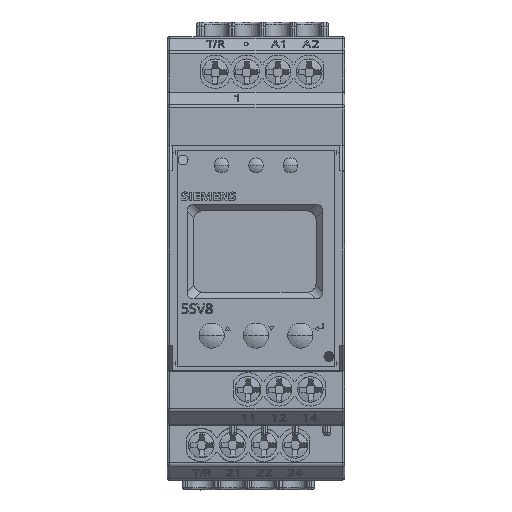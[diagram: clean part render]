
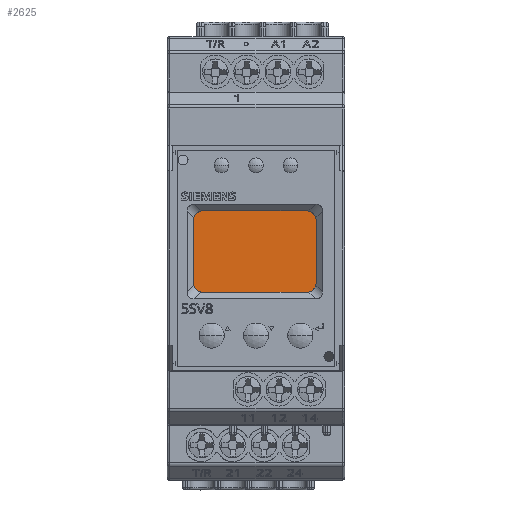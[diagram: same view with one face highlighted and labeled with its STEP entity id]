
A CAD part, top view. The second image highlights one B-rep face of the part: STEP entity #2625.
In plain terms, the highlighted planar face has unit normal (0, 0, 1).
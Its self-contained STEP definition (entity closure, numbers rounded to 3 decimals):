
#2625=ADVANCED_FACE('',(#6484),#6485,.T.);
#6484=FACE_OUTER_BOUND('',#12868,.T.);
#6485=PLANE('',#12869);
#12868=EDGE_LOOP('',(#21331,#21332,#21333,#21334,#21335,#21336,#21337,#21338,#21339,#21340,#21341,#21342,#21343,#21344,#21345));
#12869=AXIS2_PLACEMENT_3D('',#21346,#21347,#21348);
#21331=ORIENTED_EDGE('',*,*,#34585,.F.);
#21332=ORIENTED_EDGE('',*,*,#34344,.T.);
#21333=ORIENTED_EDGE('',*,*,#34591,.T.);
#21334=ORIENTED_EDGE('',*,*,#34587,.F.);
#21335=ORIENTED_EDGE('',*,*,#34349,.T.);
#21336=ORIENTED_EDGE('',*,*,#34592,.T.);
#21337=ORIENTED_EDGE('',*,*,#34593,.T.);
#21338=ORIENTED_EDGE('',*,*,#34577,.F.);
#21339=ORIENTED_EDGE('',*,*,#34594,.T.);
#21340=ORIENTED_EDGE('',*,*,#34595,.F.);
#21341=ORIENTED_EDGE('',*,*,#34353,.T.);
#21342=ORIENTED_EDGE('',*,*,#34582,.F.);
#21343=ORIENTED_EDGE('',*,*,#34596,.T.);
#21344=ORIENTED_EDGE('',*,*,#34597,.F.);
#21345=ORIENTED_EDGE('',*,*,#34358,.T.);
#21346=CARTESIAN_POINT('',(36.0,91.991,68.281));
#21347=DIRECTION('',(0.,0.,1.0));
#21348=DIRECTION('',(1.0,0.,0.0));
#34344=EDGE_CURVE('',#41752,#41749,#41753,.T.);
#34349=EDGE_CURVE('',#41761,#41759,#41762,.T.);
#34353=EDGE_CURVE('',#41767,#41768,#41769,.T.);
#34358=EDGE_CURVE('',#41776,#41777,#41778,.T.);
#34577=EDGE_CURVE('',#42058,#42060,#42061,.T.);
#34582=EDGE_CURVE('',#42066,#41768,#42068,.T.);
#34585=EDGE_CURVE('',#41752,#41777,#42071,.T.);
#34587=EDGE_CURVE('',#41761,#42073,#42074,.T.);
#34591=EDGE_CURVE('',#41749,#42073,#42079,.T.);
#34592=EDGE_CURVE('',#41759,#42080,#42081,.T.);
#34593=EDGE_CURVE('',#42080,#42060,#42082,.T.);
#34594=EDGE_CURVE('',#42058,#42083,#42084,.T.);
#34595=EDGE_CURVE('',#41767,#42083,#42085,.T.);
#34596=EDGE_CURVE('',#42066,#42086,#42087,.T.);
#34597=EDGE_CURVE('',#41776,#42086,#42088,.T.);
#41749=VERTEX_POINT('',#54606);
#41752=VERTEX_POINT('',#54612);
#41753=B_SPLINE_CURVE_WITH_KNOTS('',3,(#54613,#54614,#54615,#54616),.UNSPECIFIED.,.F.,.F.,(4,4),(0.0,1.),.UNSPECIFIED.);
#41759=VERTEX_POINT('',#54628);
#41761=VERTEX_POINT('',#54630);
#41762=CIRCLE('',#54631,2.0);
#41767=VERTEX_POINT('',#54637);
#41768=VERTEX_POINT('',#54638);
#41769=CIRCLE('',#54639,2.0);
#41776=VERTEX_POINT('',#54647);
#41777=VERTEX_POINT('',#54648);
#41778=CIRCLE('',#54649,2.0);
#42058=VERTEX_POINT('',#55081);
#42060=VERTEX_POINT('',#55084);
#42061=LINE('',#55085,#55086);
#42066=VERTEX_POINT('',#55093);
#42068=LINE('',#55096,#55097);
#42071=LINE('',#55101,#55102);
#42073=VERTEX_POINT('',#55104);
#42074=LINE('',#55105,#55106);
#42079=B_SPLINE_CURVE_WITH_KNOTS('',3,(#55115,#55116,#55117,#55118),.UNSPECIFIED.,.F.,.F.,(4,4),(0.0,1.0),.UNSPECIFIED.);
#42080=VERTEX_POINT('',#55119);
#42081=ELLIPSE('',#55120,3.464,2.0);
#42082=CIRCLE('',#55121,2.0);
#42083=VERTEX_POINT('',#55122);
#42084=CIRCLE('',#55123,2.0);
#42085=ELLIPSE('',#55124,3.464,2.0);
#42086=VERTEX_POINT('',#55125);
#42087=CIRCLE('',#55126,2.0);
#42088=ELLIPSE('',#55127,3.464,2.0);
#54606=CARTESIAN_POINT('',(29.614,40.586,68.277));
#54612=CARTESIAN_POINT('',(28.2,40.,68.281));
#54613=CARTESIAN_POINT('',(28.2,40.,68.281));
#54614=CARTESIAN_POINT('',(28.731,40.,68.281));
#54615=CARTESIAN_POINT('',(29.24,40.212,68.281));
#54616=CARTESIAN_POINT('',(29.614,40.586,68.281));
#54628=CARTESIAN_POINT('',(29.767,55.842,68.281));
#54630=CARTESIAN_POINT('',(30.2,54.6,68.281));
#54631=AXIS2_PLACEMENT_3D('',#67255,#67256,#67257);
#54637=CARTESIAN_POINT('',(5.733,55.842,68.281));
#54638=CARTESIAN_POINT('',(5.3,54.6,68.281));
#54639=AXIS2_PLACEMENT_3D('',#67262,#67263,#67264);
#54647=CARTESIAN_POINT('',(6.058,40.433,68.281));
#54648=CARTESIAN_POINT('',(7.3,40.,68.281));
#54649=AXIS2_PLACEMENT_3D('',#67272,#67273,#67274);
#55081=CARTESIAN_POINT('',(7.3,56.6,68.281));
#55084=CARTESIAN_POINT('',(28.2,56.6,68.281));
#55085=CARTESIAN_POINT('',(30.2,56.6,68.281));
#55086=VECTOR('',#67417,1.0);
#55093=CARTESIAN_POINT('',(5.3,42.,68.281));
#55096=CARTESIAN_POINT('',(5.3,56.6,68.281));
#55097=VECTOR('',#67421,1.0);
#55101=CARTESIAN_POINT('',(5.3,40.,68.281));
#55102=VECTOR('',#67423,1.0);
#55104=CARTESIAN_POINT('',(30.2,42.,68.281));
#55105=CARTESIAN_POINT('',(30.2,40.,68.281));
#55106=VECTOR('',#67424,1.0);
#55115=CARTESIAN_POINT('',(29.614,40.586,68.281));
#55116=CARTESIAN_POINT('',(29.988,40.96,68.281));
#55117=CARTESIAN_POINT('',(30.2,41.468,68.281));
#55118=CARTESIAN_POINT('',(30.2,42.,68.281));
#55119=CARTESIAN_POINT('',(29.442,56.167,68.281));
#55120=AXIS2_PLACEMENT_3D('',#67426,#67427,#67428);
#55121=AXIS2_PLACEMENT_3D('',#67429,#67430,#67431);
#55122=CARTESIAN_POINT('',(6.058,56.167,68.281));
#55123=AXIS2_PLACEMENT_3D('',#67432,#67433,#67434);
#55124=AXIS2_PLACEMENT_3D('',#67435,#67436,#67437);
#55125=CARTESIAN_POINT('',(5.733,40.758,68.281));
#55126=AXIS2_PLACEMENT_3D('',#67438,#67439,#67440);
#55127=AXIS2_PLACEMENT_3D('',#67441,#67442,#67443);
#67255=CARTESIAN_POINT('',(28.2,54.6,68.281));
#67256=DIRECTION('',(0.,0.0,1.0));
#67257=DIRECTION('',(0.0,-1.0,0.0));
#67262=CARTESIAN_POINT('',(7.3,54.6,68.281));
#67263=DIRECTION('',(0.,0.0,1.0));
#67264=DIRECTION('',(0.0,-1.0,0.0));
#67272=CARTESIAN_POINT('',(7.3,42.,68.281));
#67273=DIRECTION('',(0.,0.0,1.0));
#67274=DIRECTION('',(0.0,-1.0,0.0));
#67417=DIRECTION('',(1.0,0.,0.0));
#67421=DIRECTION('',(0.,1.0,0.));
#67423=DIRECTION('',(-1.0,0.0,0.0));
#67424=DIRECTION('',(0.,-1.0,0.));
#67426=CARTESIAN_POINT('',(27.172,53.572,68.281));
#67427=DIRECTION('',(0.,0.,1.0));
#67428=DIRECTION('',(-0.707,-0.707,0.));
#67429=CARTESIAN_POINT('',(28.2,54.6,68.281));
#67430=DIRECTION('',(0.,0.0,1.0));
#67431=DIRECTION('',(0.0,-1.0,0.0));
#67432=CARTESIAN_POINT('',(7.3,54.6,68.281));
#67433=DIRECTION('',(0.,0.0,1.0));
#67434=DIRECTION('',(0.0,-1.0,0.0));
#67435=CARTESIAN_POINT('',(8.328,53.572,68.281));
#67436=DIRECTION('',(0.,0.,-1.0));
#67437=DIRECTION('',(-0.707,0.707,0.));
#67438=CARTESIAN_POINT('',(7.3,42.,68.281));
#67439=DIRECTION('',(0.,0.0,1.0));
#67440=DIRECTION('',(0.0,-1.0,0.0));
#67441=CARTESIAN_POINT('',(8.328,43.028,68.281));
#67442=DIRECTION('',(0.,0.,-1.0));
#67443=DIRECTION('',(-0.707,-0.707,0.));
